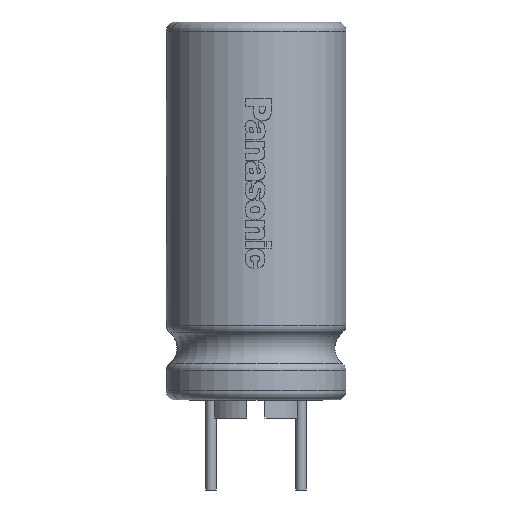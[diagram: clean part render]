
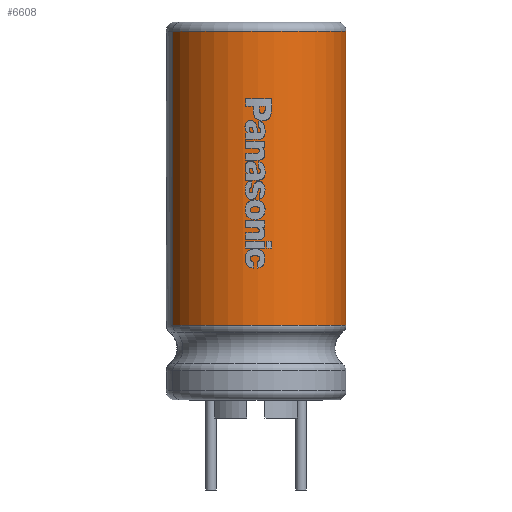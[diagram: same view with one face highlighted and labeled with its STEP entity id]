
A CAD part, front view. The second image highlights one B-rep face of the part: STEP entity #6608.
In plain terms, the highlighted cylindrical face has radius 5 mm (diameter 10 mm), a partial arc.
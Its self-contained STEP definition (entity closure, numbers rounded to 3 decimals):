
#782=LINE('',#9270,#1193);
#790=LINE('',#9318,#1201);
#1193=VECTOR('',#7788,10.);
#1201=VECTOR('',#7844,10.);
#1603=CYLINDRICAL_SURFACE('',#7257,5.);
#1682=FACE_OUTER_BOUND('',#2087,.T.);
#2087=EDGE_LOOP('',(#4529,#4530,#4531,#4532));
#2525=CIRCLE('',#7256,5.);
#2526=CIRCLE('',#7258,5.);
#2768=VERTEX_POINT('',#9267);
#2769=VERTEX_POINT('',#9269);
#2784=VERTEX_POINT('',#9313);
#2785=VERTEX_POINT('',#9317);
#3449=EDGE_CURVE('',#2769,#2768,#782,.T.);
#3472=EDGE_CURVE('',#2768,#2784,#2525,.T.);
#3473=EDGE_CURVE('',#2785,#2784,#790,.T.);
#3474=EDGE_CURVE('',#2769,#2785,#2526,.T.);
#4529=ORIENTED_EDGE('',*,*,#3449,.T.);
#4530=ORIENTED_EDGE('',*,*,#3472,.T.);
#4531=ORIENTED_EDGE('',*,*,#3473,.F.);
#4532=ORIENTED_EDGE('',*,*,#3474,.F.);
#6608=ADVANCED_FACE('',(#1682),#1603,.T.);
#7256=AXIS2_PLACEMENT_3D('',#9315,#7840,#7841);
#7257=AXIS2_PLACEMENT_3D('',#9316,#7842,#7843);
#7258=AXIS2_PLACEMENT_3D('',#9319,#7845,#7846);
#7788=DIRECTION('',(0.,0.,-1.));
#7840=DIRECTION('center_axis',(0.,0.,
1.));
#7841=DIRECTION('ref_axis',(-0.924,-0.383,0.));
#7842=DIRECTION('center_axis',(0.,0.,
1.));
#7843=DIRECTION('ref_axis',(1.,0.,0.));
#7844=DIRECTION('',(0.,0.,-1.));
#7845=DIRECTION('center_axis',(0.,0.,
1.));
#7846=DIRECTION('ref_axis',(-0.924,-0.383,0.));
#9267=CARTESIAN_POINT('',(-4.619,-1.913,5.143));
#9269=CARTESIAN_POINT('',(-4.619,-1.913,21.5));
#9270=CARTESIAN_POINT('',(-4.619,-1.913,21.5));
#9313=CARTESIAN_POINT('',(-4.619,1.913,5.143));
#9315=CARTESIAN_POINT('Origin',(0.,0.,
5.143));
#9316=CARTESIAN_POINT('Origin',(0.,0.,13.321));
#9317=CARTESIAN_POINT('',(-4.619,1.913,21.5));
#9318=CARTESIAN_POINT('',(-4.619,1.913,21.5));
#9319=CARTESIAN_POINT('Origin',(0.,0.,
21.5));
